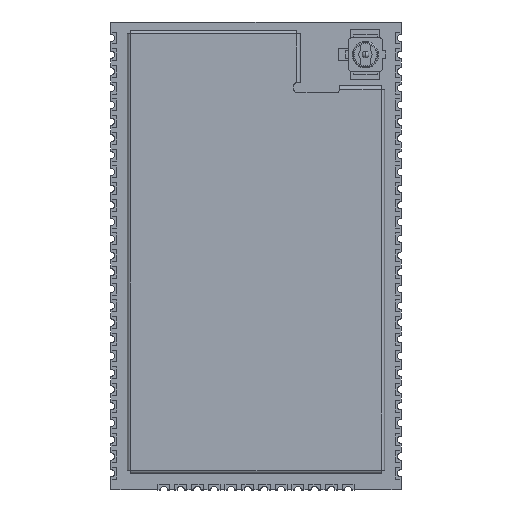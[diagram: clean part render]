
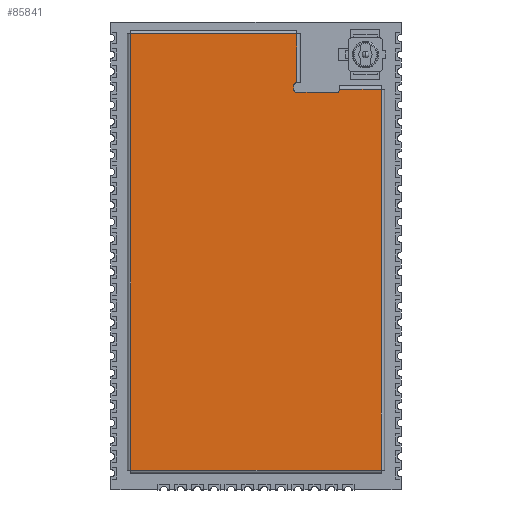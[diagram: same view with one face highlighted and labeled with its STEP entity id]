
A CAD part, top view. The second image highlights one B-rep face of the part: STEP entity #85841.
In plain terms, the highlighted planar face has unit normal (0, 0, 1).
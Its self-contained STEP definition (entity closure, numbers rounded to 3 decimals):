
#4521 = EDGE_LOOP ( 'NONE', ( #111373, #81161, #28675, #116961, #124417, #120838, #6167, #162663, #108609, #34731, #75996 ) ) ;
#5621 = CARTESIAN_POINT ( 'NONE',  ( 522.463, -120.731, 2.5 ) ) ;
#5702 = PLANE ( 'NONE',  #134498 ) ;
#6167 = ORIENTED_EDGE ( 'NONE', *, *, #6284, .T. ) ;
#6284 = EDGE_CURVE ( 'NONE', #62323, #107865, #131350, .T. ) ;
#7397 = VECTOR ( 'NONE', #162230, 1000. ) ;
#7512 = CARTESIAN_POINT ( 'NONE',  ( 510.113, -149.881, 2.5 ) ) ;
#12024 = EDGE_CURVE ( 'NONE', #51073, #97722, #75379, .T. ) ;
#12250 = DIRECTION ( 'NONE',  ( -1., 0., 0. ) ) ;
#15758 = EDGE_CURVE ( 'NONE', #21791, #51073, #115139, .T. ) ;
#18512 = VECTOR ( 'NONE', #141760, 1000. ) ;
#20644 = AXIS2_PLACEMENT_3D ( 'NONE', #92437, #80861, #83289 ) ;
#21119 = CARTESIAN_POINT ( 'NONE',  ( 522.713, -120.481, 2.5 ) ) ;
#21696 = CARTESIAN_POINT ( 'NONE',  ( 510.113, -116.781, 2.5 ) ) ;
#21791 = VERTEX_POINT ( 'NONE', #21119 ) ;
#24322 = VECTOR ( 'NONE', #124089, 1000. ) ;
#28675 = ORIENTED_EDGE ( 'NONE', *, *, #15758, .T. ) ;
#28985 = VERTEX_POINT ( 'NONE', #85439 ) ;
#31070 = VERTEX_POINT ( 'NONE', #7512 ) ;
#31403 = VECTOR ( 'NONE', #78663, 1000. ) ;
#33118 = DIRECTION ( 'NONE',  ( 0., 0., 1. ) ) ;
#33369 = EDGE_CURVE ( 'NONE', #134714, #62338, #136536, .T. ) ;
#34731 = ORIENTED_EDGE ( 'NONE', *, *, #55724, .F. ) ;
#39622 = CIRCLE ( 'NONE', #52750, 0.25 ) ;
#41176 = VECTOR ( 'NONE', #12250, 1000. ) ;
#42668 = CARTESIAN_POINT ( 'NONE',  ( 529.113, -120.731, 2.5 ) ) ;
#49171 = DIRECTION ( 'NONE',  ( 0., 0., -1. ) ) ;
#51073 = VERTEX_POINT ( 'NONE', #119826 ) ;
#52750 = AXIS2_PLACEMENT_3D ( 'NONE', #134618, #49171, #59190 ) ;
#55724 = EDGE_CURVE ( 'NONE', #106702, #148709, #64970, .T. ) ;
#56735 = DIRECTION ( 'NONE',  ( 0., 0., -1. ) ) ;
#57225 = CARTESIAN_POINT ( 'NONE',  ( 529.113, -149.881, 2.5 ) ) ;
#59190 = DIRECTION ( 'NONE',  ( 1., 0., 0. ) ) ;
#60642 = EDGE_CURVE ( 'NONE', #28985, #148709, #39622, .T. ) ;
#61078 = EDGE_CURVE ( 'NONE', #97722, #31070, #150864, .T. ) ;
#62323 = VERTEX_POINT ( 'NONE', #57225 ) ;
#62338 = VERTEX_POINT ( 'NONE', #108524 ) ;
#64970 = LINE ( 'NONE', #115508, #160395 ) ;
#65930 = CARTESIAN_POINT ( 'NONE',  ( 509.863, -116.781, 2.5 ) ) ;
#68103 = CARTESIAN_POINT ( 'NONE',  ( 529.113, -120.981, 2.5 ) ) ;
#73576 = CARTESIAN_POINT ( 'NONE',  ( 522.463, -120.481, 2.5 ) ) ;
#75379 = LINE ( 'NONE', #65930, #41176 ) ;
#75996 = ORIENTED_EDGE ( 'NONE', *, *, #95681, .T. ) ;
#78663 = DIRECTION ( 'NONE',  ( 0., 1., 0. ) ) ;
#80861 = DIRECTION ( 'NONE',  ( 0., 0., -1. ) ) ;
#81161 = ORIENTED_EDGE ( 'NONE', *, *, #121794, .T. ) ;
#83289 = DIRECTION ( 'NONE',  ( 1., 0., 0. ) ) ;
#85439 = CARTESIAN_POINT ( 'NONE',  ( 525.963, -120.981, 2.5 ) ) ;
#85841 = ADVANCED_FACE ( 'NONE', ( #96101 ), #5702, .T. ) ;
#88575 = CARTESIAN_POINT ( 'NONE',  ( 525.713, -121.231, 2.5 ) ) ;
#92437 = CARTESIAN_POINT ( 'NONE',  ( 522.713, -120.981, 2.5 ) ) ;
#92707 = CARTESIAN_POINT ( 'NONE',  ( 522.713, -116.531, 2.5 ) ) ;
#93065 = DIRECTION ( 'NONE',  ( 1., 0., 0. ) ) ;
#95681 = EDGE_CURVE ( 'NONE', #106702, #62338, #148575, .T. ) ;
#96101 = FACE_OUTER_BOUND ( 'NONE', #4521, .T. ) ;
#96407 = CARTESIAN_POINT ( 'NONE',  ( 522.713, -120.731, 2.5 ) ) ;
#97722 = VERTEX_POINT ( 'NONE', #21696 ) ;
#103994 = CARTESIAN_POINT ( 'NONE',  ( 522.713, -121.231, 2.5 ) ) ;
#106555 = VECTOR ( 'NONE', #151108, 1000. ) ;
#106702 = VERTEX_POINT ( 'NONE', #103994 ) ;
#107865 = VERTEX_POINT ( 'NONE', #68103 ) ;
#108524 = CARTESIAN_POINT ( 'NONE',  ( 522.463, -120.981, 2.5 ) ) ;
#108609 = ORIENTED_EDGE ( 'NONE', *, *, #60642, .T. ) ;
#109602 = EDGE_CURVE ( 'NONE', #107865, #28985, #111723, .T. ) ;
#110499 = DIRECTION ( 'NONE',  ( 1., 0., 0. ) ) ;
#111373 = ORIENTED_EDGE ( 'NONE', *, *, #33369, .F. ) ;
#111723 = LINE ( 'NONE', #134178, #7397 ) ;
#112539 = EDGE_CURVE ( 'NONE', #31070, #62323, #136297, .T. ) ;
#115139 = LINE ( 'NONE', #92707, #31403 ) ;
#115508 = CARTESIAN_POINT ( 'NONE',  ( 522.463, -121.231, 2.5 ) ) ;
#116961 = ORIENTED_EDGE ( 'NONE', *, *, #12024, .T. ) ;
#117671 = CIRCLE ( 'NONE', #144206, 0.25 ) ;
#119826 = CARTESIAN_POINT ( 'NONE',  ( 522.713, -116.781, 2.5 ) ) ;
#120838 = ORIENTED_EDGE ( 'NONE', *, *, #112539, .T. ) ;
#121010 = CARTESIAN_POINT ( 'NONE',  ( 0., 0., 2.5 ) ) ;
#121794 = EDGE_CURVE ( 'NONE', #134714, #21791, #117671, .T. ) ;
#124089 = DIRECTION ( 'NONE',  ( 0., -1., 0. ) ) ;
#124417 = ORIENTED_EDGE ( 'NONE', *, *, #61078, .T. ) ;
#125485 = CARTESIAN_POINT ( 'NONE',  ( 529.363, -149.881, 2.5 ) ) ;
#131350 = LINE ( 'NONE', #42668, #161402 ) ;
#134178 = CARTESIAN_POINT ( 'NONE',  ( 522.963, -120.981, 2.5 ) ) ;
#134498 = AXIS2_PLACEMENT_3D ( 'NONE', #121010, #33118, #144281 ) ;
#134618 = CARTESIAN_POINT ( 'NONE',  ( 525.713, -120.981, 2.5 ) ) ;
#134714 = VERTEX_POINT ( 'NONE', #5621 ) ;
#136297 = LINE ( 'NONE', #125485, #106555 ) ;
#136536 = LINE ( 'NONE', #73576, #24322 ) ;
#140945 = CARTESIAN_POINT ( 'NONE',  ( 510.113, -150.131, 2.5 ) ) ;
#141760 = DIRECTION ( 'NONE',  ( 0., -1., 0. ) ) ;
#144206 = AXIS2_PLACEMENT_3D ( 'NONE', #96407, #56735, #110499 ) ;
#144281 = DIRECTION ( 'NONE',  ( 1., 0., 0. ) ) ;
#148575 = CIRCLE ( 'NONE', #20644, 0.25 ) ;
#148709 = VERTEX_POINT ( 'NONE', #88575 ) ;
#150864 = LINE ( 'NONE', #140945, #18512 ) ;
#151108 = DIRECTION ( 'NONE',  ( 1., 0., 0. ) ) ;
#153684 = DIRECTION ( 'NONE',  ( 0., 1., 0. ) ) ;
#160395 = VECTOR ( 'NONE', #93065, 1000. ) ;
#161402 = VECTOR ( 'NONE', #153684, 1000. ) ;
#162230 = DIRECTION ( 'NONE',  ( -1., 0., 0. ) ) ;
#162663 = ORIENTED_EDGE ( 'NONE', *, *, #109602, .T. ) ;
